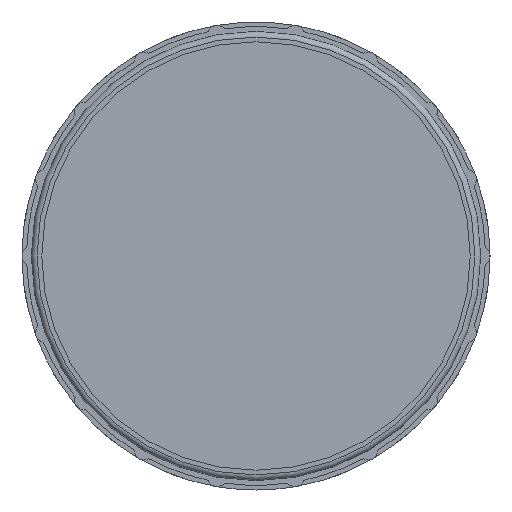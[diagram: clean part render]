
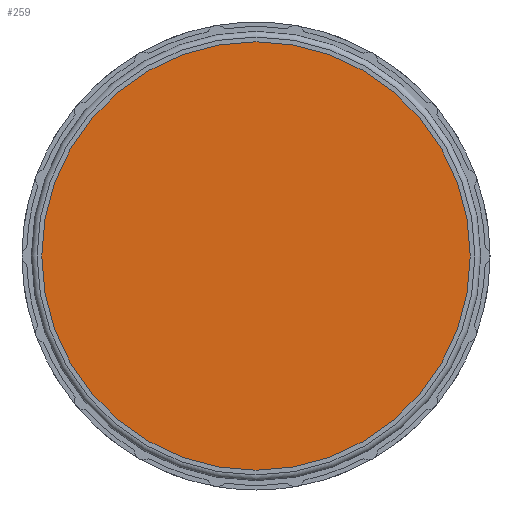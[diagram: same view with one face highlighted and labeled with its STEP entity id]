
A CAD part, left-side view. The second image highlights one B-rep face of the part: STEP entity #259.
In plain terms, the highlighted planar face has unit normal (-1, 0, 0).
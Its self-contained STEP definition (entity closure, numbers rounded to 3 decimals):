
#259 = ADVANCED_FACE( '', ( #566 ), #567, .F. );
#566 = FACE_OUTER_BOUND( '', #915, .T. );
#567 = PLANE( '', #916 );
#915 = EDGE_LOOP( '', ( #1629 ) );
#916 = AXIS2_PLACEMENT_3D( '', #1630, #1631, #1632 );
#1629 = ORIENTED_EDGE( '', *, *, #2127, .F. );
#1630 = CARTESIAN_POINT( '', ( 0., 0., 0. ) );
#1631 = DIRECTION( '', ( 1., 0., 0. ) );
#1632 = DIRECTION( '', ( 0., 0., -1. ) );
#2127 = EDGE_CURVE( '', #2580, #2580, #2581, .T. );
#2580 = VERTEX_POINT( '', #3189 );
#2581 = CIRCLE( '', #3190, 18.77 );
#3189 = CARTESIAN_POINT( '', ( 0., 0., -18.77 ) );
#3190 = AXIS2_PLACEMENT_3D( '', #3813, #3814, #3815 );
#3813 = CARTESIAN_POINT( '', ( 0., 0., 0. ) );
#3814 = DIRECTION( '', ( 1., 0., 0. ) );
#3815 = DIRECTION( '', ( 0., 0., -1. ) );
